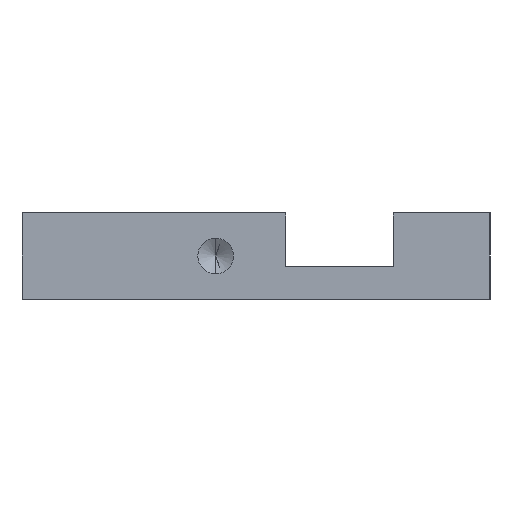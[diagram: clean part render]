
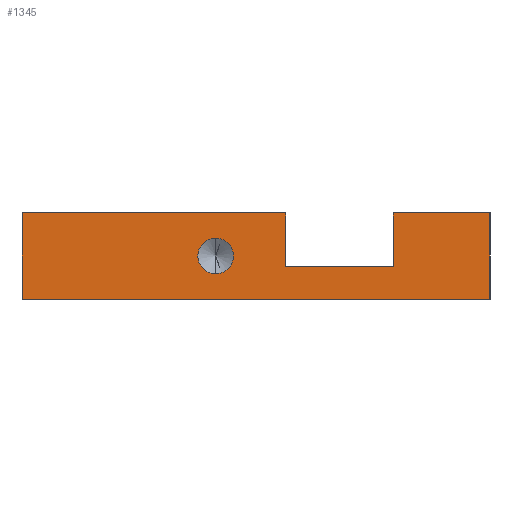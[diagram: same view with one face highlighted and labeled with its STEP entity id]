
A CAD part, left-side view. The second image highlights one B-rep face of the part: STEP entity #1345.
In plain terms, the highlighted planar face has unit normal (-1, 0, 0).
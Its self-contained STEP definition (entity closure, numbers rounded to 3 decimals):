
#21 = ORIENTED_EDGE ( 'NONE', *, *, #824, .F. ) ;
#23 = EDGE_CURVE ( 'NONE', #179, #1560, #1007, .T. ) ;
#28 = VECTOR ( 'NONE', #1079, 1000. ) ;
#30 = DIRECTION ( 'NONE',  ( 0., 0., 1. ) ) ;
#89 = ORIENTED_EDGE ( 'NONE', *, *, #1674, .T. ) ;
#90 = AXIS2_PLACEMENT_3D ( 'NONE', #1347, #1171, #988 ) ;
#143 = DIRECTION ( 'NONE',  ( 0., 0., 1. ) ) ;
#165 = CARTESIAN_POINT ( 'NONE',  ( 1., 25.5, 2.35 ) ) ;
#174 = CARTESIAN_POINT ( 'NONE',  ( 1., 0., 8. ) ) ;
#179 = VERTEX_POINT ( 'NONE', #165 ) ;
#182 = CARTESIAN_POINT ( 'NONE',  ( 1., 0., 8. ) ) ;
#196 = CARTESIAN_POINT ( 'NONE',  ( 1., 43.5, 0. ) ) ;
#217 = CARTESIAN_POINT ( 'NONE',  ( 1., 19., 3. ) ) ;
#268 = ORIENTED_EDGE ( 'NONE', *, *, #1210, .T. ) ;
#284 = CARTESIAN_POINT ( 'NONE',  ( 1., 9., 3. ) ) ;
#310 = ORIENTED_EDGE ( 'NONE', *, *, #808, .F. ) ;
#321 = CARTESIAN_POINT ( 'NONE',  ( 1., 9., 3. ) ) ;
#352 = LINE ( 'NONE', #174, #436 ) ;
#360 = PLANE ( 'NONE',  #1698 ) ;
#369 = DIRECTION ( 'NONE',  ( 0., -1., 0. ) ) ;
#384 = LINE ( 'NONE', #217, #390 ) ;
#390 = VECTOR ( 'NONE', #30, 1000. ) ;
#408 = VERTEX_POINT ( 'NONE', #1028 ) ;
#419 = CARTESIAN_POINT ( 'NONE',  ( 1., 25.5, 5.65 ) ) ;
#436 = VECTOR ( 'NONE', #1732, 1000. ) ;
#461 = DIRECTION ( 'NONE',  ( 0., 1., 0. ) ) ;
#462 = EDGE_CURVE ( 'NONE', #1560, #179, #1148, .T. ) ;
#489 = ORIENTED_EDGE ( 'NONE', *, *, #1549, .T. ) ;
#491 = LINE ( 'NONE', #321, #502 ) ;
#499 = CARTESIAN_POINT ( 'NONE',  ( 1., 0., 0. ) ) ;
#502 = VECTOR ( 'NONE', #143, 1000. ) ;
#527 = DIRECTION ( 'NONE',  ( 0., 0., -1. ) ) ;
#532 = CARTESIAN_POINT ( 'NONE',  ( 1., 0., 8. ) ) ;
#550 = VECTOR ( 'NONE', #461, 1000. ) ;
#603 = DIRECTION ( 'NONE',  ( 0., -1., 0. ) ) ;
#615 = VERTEX_POINT ( 'NONE', #1325 ) ;
#641 = CARTESIAN_POINT ( 'NONE',  ( 1., 19.5, 3. ) ) ;
#679 = VERTEX_POINT ( 'NONE', #917 ) ;
#695 = EDGE_CURVE ( 'NONE', #1580, #679, #352, .T. ) ;
#699 = CARTESIAN_POINT ( 'NONE',  ( 1., 19., 3. ) ) ;
#703 = CARTESIAN_POINT ( 'NONE',  ( 1., 0., 8. ) ) ;
#711 = LINE ( 'NONE', #532, #900 ) ;
#776 = CARTESIAN_POINT ( 'NONE',  ( 1., 0., 0. ) ) ;
#799 = ORIENTED_EDGE ( 'NONE', *, *, #695, .F. ) ;
#808 = EDGE_CURVE ( 'NONE', #679, #984, #885, .T. ) ;
#813 = LINE ( 'NONE', #641, #550 ) ;
#816 = VECTOR ( 'NONE', #603, 1000. ) ;
#824 = EDGE_CURVE ( 'NONE', #1439, #1580, #491, .T. ) ;
#853 = DIRECTION ( 'NONE',  ( 0., 0., 1. ) ) ;
#885 = LINE ( 'NONE', #703, #1709 ) ;
#900 = VECTOR ( 'NONE', #369, 1000. ) ;
#917 = CARTESIAN_POINT ( 'NONE',  ( 1., 0., 8. ) ) ;
#952 = LINE ( 'NONE', #776, #816 ) ;
#972 = VERTEX_POINT ( 'NONE', #196 ) ;
#984 = VERTEX_POINT ( 'NONE', #499 ) ;
#988 = DIRECTION ( 'NONE',  ( 0., 0., 1. ) ) ;
#991 = EDGE_LOOP ( 'NONE', ( #1305, #268, #1477, #89, #489, #310, #799, #21 ) ) ;
#998 = CARTESIAN_POINT ( 'NONE',  ( 1., 9., 8. ) ) ;
#1007 = CIRCLE ( 'NONE', #90, 1.65 ) ;
#1027 = ORIENTED_EDGE ( 'NONE', *, *, #462, .F. ) ;
#1028 = CARTESIAN_POINT ( 'NONE',  ( 1., 19., 8. ) ) ;
#1036 = DIRECTION ( 'NONE',  ( -1., 0., 0. ) ) ;
#1079 = DIRECTION ( 'NONE',  ( 0., 0., -1. ) ) ;
#1114 = EDGE_LOOP ( 'NONE', ( #1027, #1653 ) ) ;
#1148 = CIRCLE ( 'NONE', #1726, 1.65 ) ;
#1171 = DIRECTION ( 'NONE',  ( -1., 0., 0. ) ) ;
#1209 = CARTESIAN_POINT ( 'NONE',  ( 1., 25.5, 4. ) ) ;
#1210 = EDGE_CURVE ( 'NONE', #1342, #408, #384, .T. ) ;
#1265 = CARTESIAN_POINT ( 'NONE',  ( 1., 43.5, 8. ) ) ;
#1305 = ORIENTED_EDGE ( 'NONE', *, *, #1534, .T. ) ;
#1325 = CARTESIAN_POINT ( 'NONE',  ( 1., 43.5, 8. ) ) ;
#1342 = VERTEX_POINT ( 'NONE', #699 ) ;
#1345 = ADVANCED_FACE ( 'NONE', ( #1568, #1611 ), #360, .F. ) ;
#1347 = CARTESIAN_POINT ( 'NONE',  ( 1., 25.5, 4. ) ) ;
#1389 = EDGE_CURVE ( 'NONE', #615, #408, #711, .T. ) ;
#1439 = VERTEX_POINT ( 'NONE', #284 ) ;
#1451 = LINE ( 'NONE', #1265, #28 ) ;
#1477 = ORIENTED_EDGE ( 'NONE', *, *, #1389, .F. ) ;
#1534 = EDGE_CURVE ( 'NONE', #1439, #1342, #813, .T. ) ;
#1549 = EDGE_CURVE ( 'NONE', #972, #984, #952, .T. ) ;
#1560 = VERTEX_POINT ( 'NONE', #419 ) ;
#1567 = DIRECTION ( 'NONE',  ( 0., 0., -1. ) ) ;
#1568 = FACE_OUTER_BOUND ( 'NONE', #991, .T. ) ;
#1580 = VERTEX_POINT ( 'NONE', #998 ) ;
#1611 = FACE_BOUND ( 'NONE', #1114, .T. ) ;
#1653 = ORIENTED_EDGE ( 'NONE', *, *, #23, .F. ) ;
#1674 = EDGE_CURVE ( 'NONE', #615, #972, #1451, .T. ) ;
#1698 = AXIS2_PLACEMENT_3D ( 'NONE', #182, #1737, #1567 ) ;
#1709 = VECTOR ( 'NONE', #527, 1000. ) ;
#1726 = AXIS2_PLACEMENT_3D ( 'NONE', #1209, #1036, #853 ) ;
#1732 = DIRECTION ( 'NONE',  ( 0., -1., 0. ) ) ;
#1737 = DIRECTION ( 'NONE',  ( 1., 0., 0. ) ) ;
